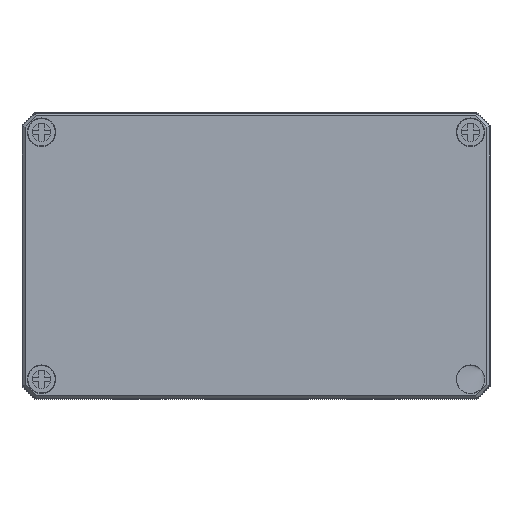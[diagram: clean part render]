
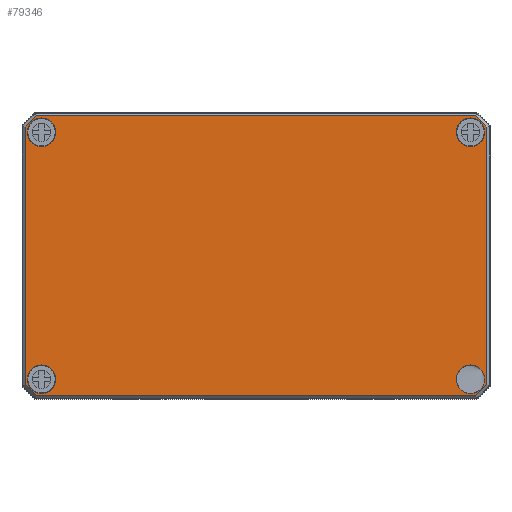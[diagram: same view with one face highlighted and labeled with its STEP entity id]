
A CAD part, top view. The second image highlights one B-rep face of the part: STEP entity #79346.
In plain terms, the highlighted face is planar.
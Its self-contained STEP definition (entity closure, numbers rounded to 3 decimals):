
#6861=FACE_BOUND('',#17277,.T.);
#6862=FACE_BOUND('',#17278,.T.);
#6863=FACE_BOUND('',#17279,.T.);
#6864=FACE_BOUND('',#17280,.T.);
#8384=PLANE('',#83352);
#12453=FACE_OUTER_BOUND('',#17276,.T.);
#17276=EDGE_LOOP('',(#72613,#72614,#72615,#72616,#72617,#72618,#72619,#72620));
#17277=EDGE_LOOP('',(#72621,#72622));
#17278=EDGE_LOOP('',(#72623,#72624));
#17279=EDGE_LOOP('',(#72625,#72626));
#17280=EDGE_LOOP('',(#72627,#72628));
#23462=LINE('',#140256,#29590);
#23463=LINE('',#140258,#29591);
#23464=LINE('',#140260,#29592);
#23465=LINE('',#140262,#29593);
#23466=LINE('',#140264,#29594);
#23467=LINE('',#140266,#29595);
#23468=LINE('',#140268,#29596);
#23469=LINE('',#140269,#29597);
#29590=VECTOR('',#96803,10.);
#29591=VECTOR('',#96804,10.);
#29592=VECTOR('',#96805,10.);
#29593=VECTOR('',#96806,10.);
#29594=VECTOR('',#96807,10.);
#29595=VECTOR('',#96808,10.);
#29596=VECTOR('',#96809,10.);
#29597=VECTOR('',#96810,10.);
#31355=CIRCLE('',#83341,5.525);
#31360=CIRCLE('',#83346,5.525);
#31365=CIRCLE('',#83353,5.525);
#31366=CIRCLE('',#83354,5.525);
#31367=CIRCLE('',#83355,5.525);
#31368=CIRCLE('',#83356,5.525);
#31369=CIRCLE('',#83357,5.525);
#31370=CIRCLE('',#83358,5.525);
#38901=VERTEX_POINT('',#140157);
#38902=VERTEX_POINT('',#140158);
#38923=VERTEX_POINT('',#140254);
#38924=VERTEX_POINT('',#140255);
#38925=VERTEX_POINT('',#140257);
#38926=VERTEX_POINT('',#140259);
#38927=VERTEX_POINT('',#140261);
#38928=VERTEX_POINT('',#140263);
#38929=VERTEX_POINT('',#140265);
#38930=VERTEX_POINT('',#140267);
#38931=VERTEX_POINT('',#140270);
#38932=VERTEX_POINT('',#140271);
#38933=VERTEX_POINT('',#140274);
#38934=VERTEX_POINT('',#140275);
#38935=VERTEX_POINT('',#140278);
#38936=VERTEX_POINT('',#140279);
#50202=EDGE_CURVE('',#38901,#38902,#31355,.T.);
#50207=EDGE_CURVE('',#38902,#38901,#31360,.T.);
#50226=EDGE_CURVE('',#38923,#38924,#23462,.T.);
#50227=EDGE_CURVE('',#38925,#38923,#23463,.T.);
#50228=EDGE_CURVE('',#38926,#38925,#23464,.T.);
#50229=EDGE_CURVE('',#38927,#38926,#23465,.T.);
#50230=EDGE_CURVE('',#38928,#38927,#23466,.T.);
#50231=EDGE_CURVE('',#38929,#38928,#23467,.T.);
#50232=EDGE_CURVE('',#38930,#38929,#23468,.T.);
#50233=EDGE_CURVE('',#38924,#38930,#23469,.T.);
#50234=EDGE_CURVE('',#38931,#38932,#31365,.T.);
#50235=EDGE_CURVE('',#38932,#38931,#31366,.T.);
#50236=EDGE_CURVE('',#38933,#38934,#31367,.T.);
#50237=EDGE_CURVE('',#38934,#38933,#31368,.T.);
#50238=EDGE_CURVE('',#38935,#38936,#31369,.T.);
#50239=EDGE_CURVE('',#38936,#38935,#31370,.T.);
#72613=ORIENTED_EDGE('',*,*,#50226,.F.);
#72614=ORIENTED_EDGE('',*,*,#50227,.F.);
#72615=ORIENTED_EDGE('',*,*,#50228,.F.);
#72616=ORIENTED_EDGE('',*,*,#50229,.F.);
#72617=ORIENTED_EDGE('',*,*,#50230,.F.);
#72618=ORIENTED_EDGE('',*,*,#50231,.F.);
#72619=ORIENTED_EDGE('',*,*,#50232,.F.);
#72620=ORIENTED_EDGE('',*,*,#50233,.F.);
#72621=ORIENTED_EDGE('',*,*,#50234,.F.);
#72622=ORIENTED_EDGE('',*,*,#50235,.F.);
#72623=ORIENTED_EDGE('',*,*,#50236,.F.);
#72624=ORIENTED_EDGE('',*,*,#50237,.F.);
#72625=ORIENTED_EDGE('',*,*,#50238,.F.);
#72626=ORIENTED_EDGE('',*,*,#50239,.F.);
#72627=ORIENTED_EDGE('',*,*,#50202,.F.);
#72628=ORIENTED_EDGE('',*,*,#50207,.F.);
#79346=ADVANCED_FACE('',(#12453,#6861,#6862,#6863,#6864),#8384,.F.);
#83341=AXIS2_PLACEMENT_3D('',#140159,#96778,#96779);
#83346=AXIS2_PLACEMENT_3D('',#140167,#96788,#96789);
#83352=AXIS2_PLACEMENT_3D('',#140253,#96801,#96802);
#83353=AXIS2_PLACEMENT_3D('',#140272,#96811,#96812);
#83354=AXIS2_PLACEMENT_3D('',#140273,#96813,#96814);
#83355=AXIS2_PLACEMENT_3D('',#140276,#96815,#96816);
#83356=AXIS2_PLACEMENT_3D('',#140277,#96817,#96818);
#83357=AXIS2_PLACEMENT_3D('',#140280,#96819,#96820);
#83358=AXIS2_PLACEMENT_3D('',#140281,#96821,#96822);
#96778=DIRECTION('center_axis',(0.,1.,0.));
#96779=DIRECTION('ref_axis',(1.,0.,0.));
#96788=DIRECTION('center_axis',(0.,1.,0.));
#96789=DIRECTION('ref_axis',(1.,0.,0.));
#96801=DIRECTION('center_axis',(0.,-1.,0.));
#96802=DIRECTION('ref_axis',(0.,0.,-1.));
#96803=DIRECTION('',(-0.707,0.,0.707));
#96804=DIRECTION('',(0.,0.,1.));
#96805=DIRECTION('',(0.707,0.,0.707));
#96806=DIRECTION('',(1.,0.,0.));
#96807=DIRECTION('',(0.707,0.,-0.707));
#96808=DIRECTION('',(0.,0.,-1.));
#96809=DIRECTION('',(-0.707,0.,-0.707));
#96810=DIRECTION('',(-1.,0.,0.));
#96811=DIRECTION('center_axis',(0.,1.,0.));
#96812=DIRECTION('ref_axis',(-1.,0.,0.));
#96813=DIRECTION('center_axis',(0.,1.,0.));
#96814=DIRECTION('ref_axis',(-1.,0.,0.));
#96815=DIRECTION('center_axis',(0.,1.,0.));
#96816=DIRECTION('ref_axis',(1.,0.,0.));
#96817=DIRECTION('center_axis',(0.,1.,0.));
#96818=DIRECTION('ref_axis',(1.,0.,0.));
#96819=DIRECTION('center_axis',(0.,1.,0.));
#96820=DIRECTION('ref_axis',(-1.,0.,0.));
#96821=DIRECTION('center_axis',(0.,1.,0.));
#96822=DIRECTION('ref_axis',(-1.,0.,0.));
#140157=CARTESIAN_POINT('',(-88.025,18.,-47.5));
#140158=CARTESIAN_POINT('',(-82.5,18.,-41.975));
#140159=CARTESIAN_POINT('Origin',(-82.5,18.,-47.5));
#140167=CARTESIAN_POINT('Origin',(-82.5,18.,-47.5));
#140253=CARTESIAN_POINT('Origin',(0.,18.,0.));
#140254=CARTESIAN_POINT('',(88.843,18.,49.521));
#140255=CARTESIAN_POINT('',(84.521,18.,53.843));
#140256=CARTESIAN_POINT('',(79.182,18.,59.182));
#140257=CARTESIAN_POINT('',(88.843,18.,-49.521));
#140258=CARTESIAN_POINT('',(88.843,18.,-25.));
#140259=CARTESIAN_POINT('',(84.521,18.,-53.843));
#140260=CARTESIAN_POINT('',(76.682,18.,-61.682));
#140261=CARTESIAN_POINT('',(-84.521,18.,-53.843));
#140262=CARTESIAN_POINT('',(-42.5,18.,-53.843));
#140263=CARTESIAN_POINT('',(-88.843,18.,-49.521));
#140264=CARTESIAN_POINT('',(-79.182,18.,-59.182));
#140265=CARTESIAN_POINT('',(-88.843,18.,49.521));
#140266=CARTESIAN_POINT('',(-88.843,18.,25.));
#140267=CARTESIAN_POINT('',(-84.521,18.,53.843));
#140268=CARTESIAN_POINT('',(-76.682,18.,61.682));
#140269=CARTESIAN_POINT('',(42.5,18.,53.843));
#140270=CARTESIAN_POINT('',(88.025,18.,-47.5));
#140271=CARTESIAN_POINT('',(82.5,18.,-41.975));
#140272=CARTESIAN_POINT('Origin',(82.5,18.,-47.5));
#140273=CARTESIAN_POINT('Origin',(82.5,18.,-47.5));
#140274=CARTESIAN_POINT('',(-88.025,18.,47.5));
#140275=CARTESIAN_POINT('',(-82.5,18.,53.025));
#140276=CARTESIAN_POINT('Origin',(-82.5,18.,47.5));
#140277=CARTESIAN_POINT('Origin',(-82.5,18.,47.5));
#140278=CARTESIAN_POINT('',(88.025,18.,47.5));
#140279=CARTESIAN_POINT('',(82.5,18.,53.025));
#140280=CARTESIAN_POINT('Origin',(82.5,18.,47.5));
#140281=CARTESIAN_POINT('Origin',(82.5,18.,47.5));
